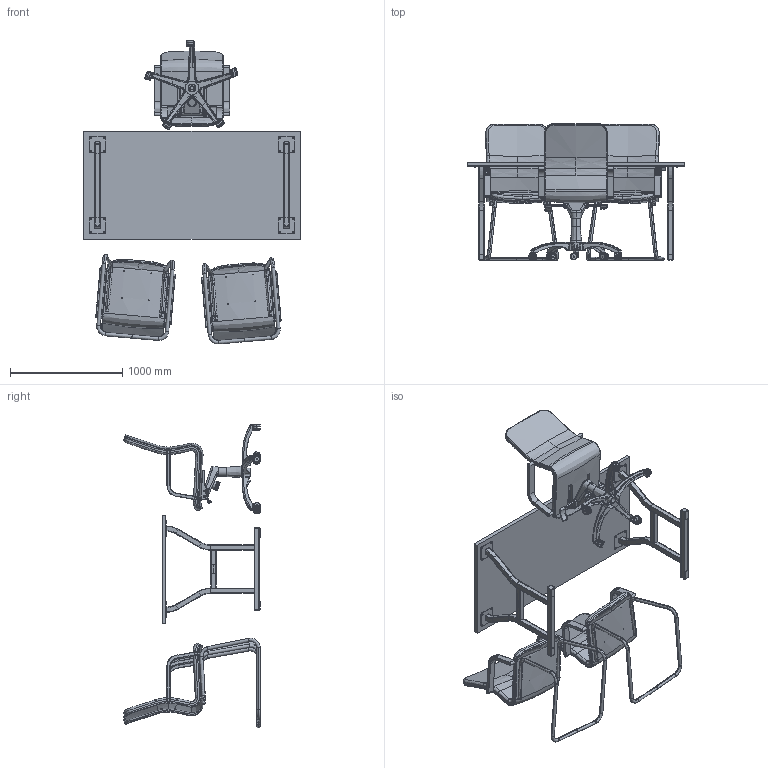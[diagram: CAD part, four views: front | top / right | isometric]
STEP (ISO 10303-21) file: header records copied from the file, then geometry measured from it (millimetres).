
FILE_DESCRIPTION(('FreeCAD Model'),'2;1');
FILE_NAME('Open CASCADE Shape Model','2025-05-28T12:48:22',('FreeCAD'),( 'FreeCAD'),'Open CASCADE STEP processor 7.6','FreeCAD','Unknown');
FILE_SCHEMA(('AUTOMOTIVE_DESIGN { 1 0 10303 214 1 1 1 1 }'));
Products named in the file (1): Open CASCADE STEP translator 7.6 1
Bounding box: 1925.23 x 1215.5 x 2709.19 mm (x, y, z)
Volume: 78167828.1 mm3; surface area: 15714729.8 mm2
Topology: 95 solids, 102 shells, 3752 faces, 9107 edges, 5614 vertices
Faces by surface type: bspline 3752
Entity records: 145593 total; most frequent: CARTESIAN_POINT 94516, ORIENTED_EDGE 18136, EDGE_CURVE 9071, VERTEX_POINT 5614, B_SPLINE_CURVE_WITH_KNOTS 5107, FACE_BOUND 4010, EDGE_LOOP 4010, ADVANCED_FACE 3752
